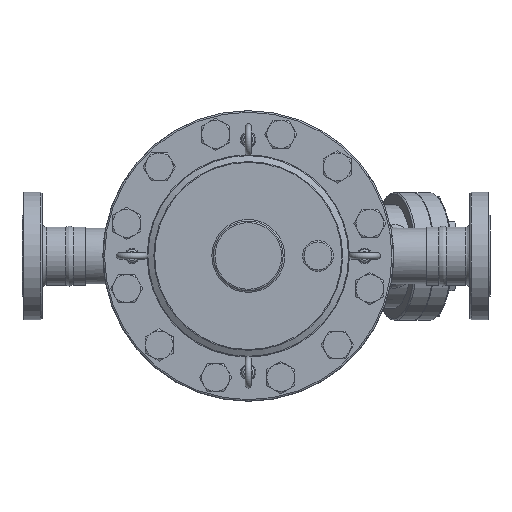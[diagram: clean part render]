
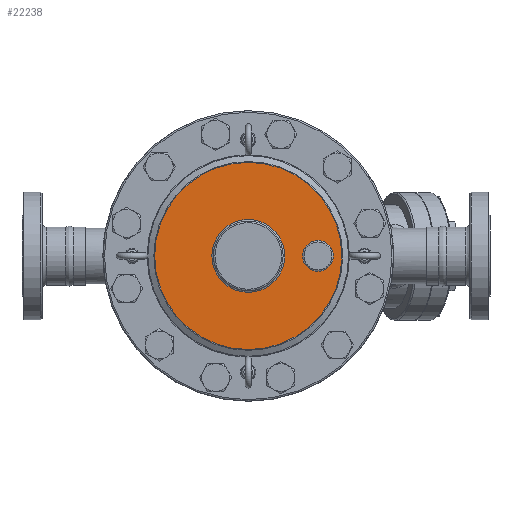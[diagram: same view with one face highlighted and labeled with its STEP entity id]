
A CAD part, top view. The second image highlights one B-rep face of the part: STEP entity #22238.
In plain terms, the highlighted planar face has unit normal (0, 0, 1).
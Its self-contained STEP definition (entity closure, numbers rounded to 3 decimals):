
#22176=CARTESIAN_POINT('',(110.0,0.,76.));
#22177=VERTEX_POINT('',#22176);
#22178=CARTESIAN_POINT('',(90.0,0.0,76.));
#22179=DIRECTION('',(0.0,0.0,1.0));
#22180=DIRECTION('',(-1.0,0.0,0.0));
#22181=AXIS2_PLACEMENT_3D('',#22178,#22179,#22180);
#22182=CIRCLE('',#22181,20.0);
#22183=EDGE_CURVE('',#22177,#22177,#22182,.T.);
#22208=CARTESIAN_POINT('',(60.67,0.0,76.));
#22209=DIRECTION('',(0.0,0.0,1.0));
#22210=DIRECTION('',(1.0,0.0,0.0));
#22211=AXIS2_PLACEMENT_3D('',#22208,#22209,#22210);
#22212=PLANE('',#22211);
#22213=CARTESIAN_POINT('',(120.804,0.,76.));
#22214=VERTEX_POINT('',#22213);
#22215=CARTESIAN_POINT('',(0.,0.0,76.));
#22216=DIRECTION('',(0.0,0.0,-1.0));
#22217=DIRECTION('',(-1.0,0.0,0.0));
#22218=AXIS2_PLACEMENT_3D('',#22215,#22216,#22217);
#22219=CIRCLE('',#22218,120.804);
#22220=EDGE_CURVE('',#22214,#22214,#22219,.T.);
#22221=ORIENTED_EDGE('',*,*,#22220,.F.);
#22222=EDGE_LOOP('',(#22221));
#22223=FACE_OUTER_BOUND('',#22222,.T.);
#22224=CARTESIAN_POINT('',(47.0,0.,76.));
#22225=VERTEX_POINT('',#22224);
#22226=CARTESIAN_POINT('',(0.,0.0,76.));
#22227=DIRECTION('',(0.0,0.0,1.0));
#22228=DIRECTION('',(-1.0,0.0,0.0));
#22229=AXIS2_PLACEMENT_3D('',#22226,#22227,#22228);
#22230=CIRCLE('',#22229,47.0);
#22231=EDGE_CURVE('',#22225,#22225,#22230,.T.);
#22232=ORIENTED_EDGE('',*,*,#22231,.F.);
#22233=EDGE_LOOP('',(#22232));
#22234=FACE_BOUND('',#22233,.T.);
#22235=ORIENTED_EDGE('',*,*,#22183,.F.);
#22236=EDGE_LOOP('',(#22235));
#22237=FACE_BOUND('',#22236,.T.);
#22238=ADVANCED_FACE('',(#22223,#22234,#22237),#22212,.T.);
